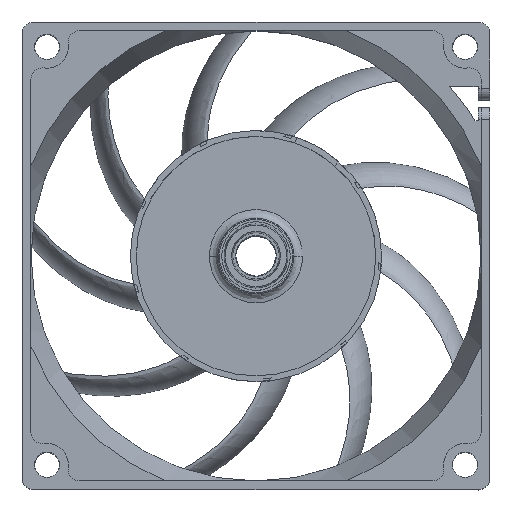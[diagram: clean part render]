
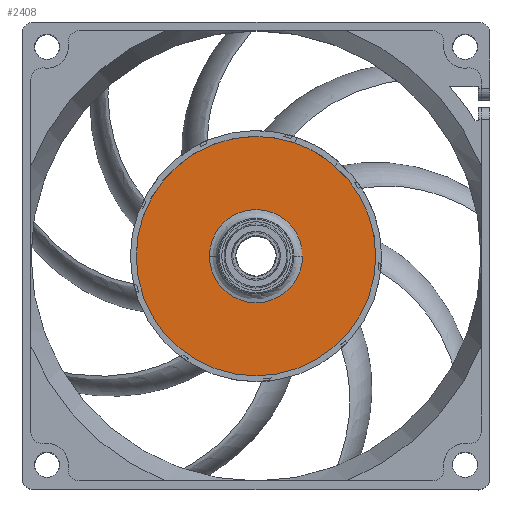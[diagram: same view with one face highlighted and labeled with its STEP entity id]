
A CAD part, top view. The second image highlights one B-rep face of the part: STEP entity #2408.
In plain terms, the highlighted planar face has unit normal (0, 0, 1).
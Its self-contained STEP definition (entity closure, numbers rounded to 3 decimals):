
#123 = FACE_BOUND ( 'NONE', #26470, .T. ) ;
#596 = PLANE ( 'NONE',  #12701 ) ;
#978 = CARTESIAN_POINT ( 'NONE',  ( 7.968, 0., -20.5 ) ) ;
#1492 = EDGE_CURVE ( 'NONE', #12707, #27254, #23253, .T. ) ;
#1929 = DIRECTION ( 'NONE',  ( 1., 0., 0. ) ) ;
#2408 = ADVANCED_FACE ( 'NONE', ( #11273, #123 ), #596, .T. ) ;
#2475 = CARTESIAN_POINT ( 'NONE',  ( -20.485, 0.003, -20.5 ) ) ;
#4054 = CIRCLE ( 'NONE', #26751, 20.485 ) ;
#5392 = EDGE_LOOP ( 'NONE', ( #22586, #24405, #9359 ) ) ;
#5868 = CARTESIAN_POINT ( 'NONE',  ( 0., 0., -20.5 ) ) ;
#6754 = CIRCLE ( 'NONE', #17521, 7.968 ) ;
#8823 = EDGE_CURVE ( 'NONE', #18256, #12707, #6754, .T. ) ;
#9102 = DIRECTION ( 'NONE',  ( -1., 0., 0. ) ) ;
#9359 = ORIENTED_EDGE ( 'NONE', *, *, #24241, .T. ) ;
#9646 = CIRCLE ( 'NONE', #18271, 20.485 ) ;
#10387 = CARTESIAN_POINT ( 'NONE',  ( -20.485, 0.003, -20.5 ) ) ;
#10821 = CARTESIAN_POINT ( 'NONE',  ( -20.479, 40.967, -20.5 ) ) ;
#11184 = EDGE_CURVE ( 'NONE', #35927, #20402, #4054, .T. ) ;
#11273 = FACE_OUTER_BOUND ( 'NONE', #5392, .T. ) ;
#11501 = ORIENTED_EDGE ( 'NONE', *, *, #26384, .F. ) ;
#11572 = CARTESIAN_POINT ( 'NONE',  ( 0., 0., -20.5 ) ) ;
#11604 = VERTEX_POINT ( 'NONE', #12486 ) ;
#12486 = CARTESIAN_POINT ( 'NONE',  ( 20.485, 0., -20.5 ) ) ;
#12701 = AXIS2_PLACEMENT_3D ( 'NONE', #14947, #28789, #23344 ) ;
#12707 = VERTEX_POINT ( 'NONE', #30253 ) ;
#12833 = DIRECTION ( 'NONE',  ( -1., 0., 0. ) ) ;
#13315 =( BOUNDED_CURVE ( )  B_SPLINE_CURVE ( 3, ( #2475, #10821, #30641, #22228 ),
 .UNSPECIFIED., .F., .T. ) 
 B_SPLINE_CURVE_WITH_KNOTS ( ( 4, 4 ),
 ( 0., 1. ),
 .UNSPECIFIED. ) 
 CURVE ( )  GEOMETRIC_REPRESENTATION_ITEM ( )  RATIONAL_B_SPLINE_CURVE ( ( 1., 0.333, 0.333, 1. ) ) 
 REPRESENTATION_ITEM ( '' )  );
#13837 = CARTESIAN_POINT ( 'NONE',  ( -20.485, 0., -20.5 ) ) ;
#13938 = DIRECTION ( 'NONE',  ( 0., 0., 1. ) ) ;
#14538 = CARTESIAN_POINT ( 'NONE',  ( -7.968, 0., -20.5 ) ) ;
#14947 = CARTESIAN_POINT ( 'NONE',  ( -21.305, -21.326, -20.5 ) ) ;
#16397 = CARTESIAN_POINT ( 'NONE',  ( 0., 0., -20.5 ) ) ;
#16872 = EDGE_CURVE ( 'NONE', #35927, #11604, #13315, .T. ) ;
#17474 = DIRECTION ( 'NONE',  ( 0., 0., 1. ) ) ;
#17521 = AXIS2_PLACEMENT_3D ( 'NONE', #11572, #13938, #34251 ) ;
#18056 = AXIS2_PLACEMENT_3D ( 'NONE', #16397, #27406, #1929 ) ;
#18256 = VERTEX_POINT ( 'NONE', #14538 ) ;
#18271 = AXIS2_PLACEMENT_3D ( 'NONE', #34079, #22669, #25517 ) ;
#20402 = VERTEX_POINT ( 'NONE', #13837 ) ;
#22228 = CARTESIAN_POINT ( 'NONE',  ( 20.485, 0., -20.5 ) ) ;
#22586 = ORIENTED_EDGE ( 'NONE', *, *, #16872, .F. ) ;
#22669 = DIRECTION ( 'NONE',  ( 0., 0., 1. ) ) ;
#23253 = CIRCLE ( 'NONE', #32609, 7.968 ) ;
#23344 = DIRECTION ( 'NONE',  ( 1., 0., 0. ) ) ;
#24241 = EDGE_CURVE ( 'NONE', #20402, #11604, #9646, .T. ) ;
#24405 = ORIENTED_EDGE ( 'NONE', *, *, #11184, .T. ) ;
#25517 = DIRECTION ( 'NONE',  ( -1., 0., 0. ) ) ;
#26384 = EDGE_CURVE ( 'NONE', #27254, #18256, #33123, .T. ) ;
#26470 = EDGE_LOOP ( 'NONE', ( #35422, #34300, #11501 ) ) ;
#26713 = CARTESIAN_POINT ( 'NONE',  ( 0., 0., -20.5 ) ) ;
#26751 = AXIS2_PLACEMENT_3D ( 'NONE', #26713, #35146, #12833 ) ;
#27254 = VERTEX_POINT ( 'NONE', #978 ) ;
#27406 = DIRECTION ( 'NONE',  ( 0., 0., 1. ) ) ;
#28789 = DIRECTION ( 'NONE',  ( 0., 0., 1. ) ) ;
#30253 = CARTESIAN_POINT ( 'NONE',  ( -7.968, -0.001, -20.5 ) ) ;
#30641 = CARTESIAN_POINT ( 'NONE',  ( 20.485, 40.964, -20.5 ) ) ;
#32609 = AXIS2_PLACEMENT_3D ( 'NONE', #5868, #17474, #9102 ) ;
#33123 = CIRCLE ( 'NONE', #18056, 7.968 ) ;
#34079 = CARTESIAN_POINT ( 'NONE',  ( 0., 0., -20.5 ) ) ;
#34251 = DIRECTION ( 'NONE',  ( 1., 0., 0. ) ) ;
#34300 = ORIENTED_EDGE ( 'NONE', *, *, #8823, .F. ) ;
#35146 = DIRECTION ( 'NONE',  ( 0., 0., 1. ) ) ;
#35422 = ORIENTED_EDGE ( 'NONE', *, *, #1492, .F. ) ;
#35927 = VERTEX_POINT ( 'NONE', #10387 ) ;
